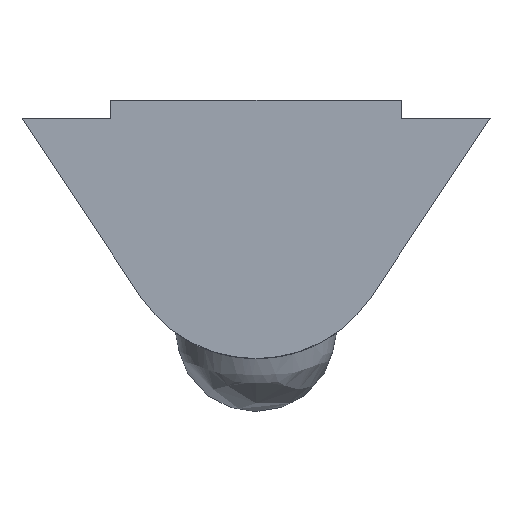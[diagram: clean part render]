
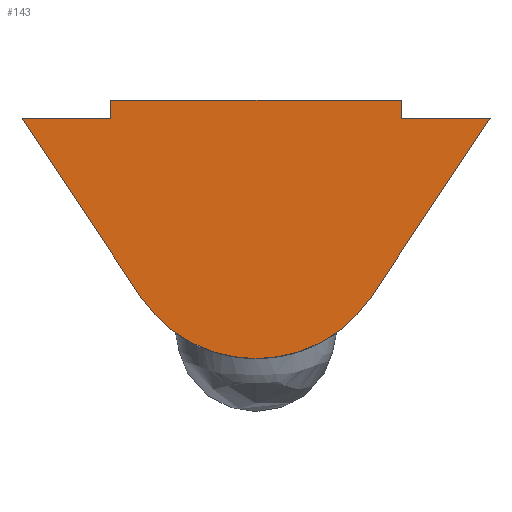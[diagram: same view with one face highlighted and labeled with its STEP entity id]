
A CAD part, left-side view. The second image highlights one B-rep face of the part: STEP entity #143.
In plain terms, the highlighted planar face has unit normal (-1, 0, 0).
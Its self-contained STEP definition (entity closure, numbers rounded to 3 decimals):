
#3 = VECTOR ( 'NONE', #362, 1000. ) ;
#6 = EDGE_CURVE ( 'NONE', #148, #503, #215, .T. ) ;
#33 = EDGE_CURVE ( 'NONE', #496, #560, #366, .T. ) ;
#50 = EDGE_CURVE ( 'NONE', #374, #523, #445, .T. ) ;
#52 = EDGE_LOOP ( 'NONE', ( #68, #354, #222, #217, #124, #511, #111, #198 ) ) ;
#62 = CARTESIAN_POINT ( 'NONE',  ( -11.3, 4.991, -8.531 ) ) ;
#65 = DIRECTION ( 'NONE',  ( 0., -1., 0. ) ) ;
#68 = ORIENTED_EDGE ( 'NONE', *, *, #190, .F. ) ;
#74 = DIRECTION ( 'NONE',  ( 0., 0.555, -0.832 ) ) ;
#78 = CARTESIAN_POINT ( 'NONE',  ( -11.3, 0., -5.2 ) ) ;
#99 = DIRECTION ( 'NONE',  ( 0., 1., 0. ) ) ;
#111 = ORIENTED_EDGE ( 'NONE', *, *, #230, .T. ) ;
#123 = VECTOR ( 'NONE', #99, 1000. ) ;
#124 = ORIENTED_EDGE ( 'NONE', *, *, #363, .F. ) ;
#134 = CARTESIAN_POINT ( 'NONE',  ( -11.3, -10.15, -0.8 ) ) ;
#143 = ADVANCED_FACE ( 'NONE', ( #473 ), #500, .F. ) ;
#148 = VERTEX_POINT ( 'NONE', #224 ) ;
#166 = DIRECTION ( 'NONE',  ( 0., 0., 1. ) ) ;
#188 = AXIS2_PLACEMENT_3D ( 'NONE', #329, #248, #338 ) ;
#190 = EDGE_CURVE ( 'NONE', #523, #148, #381, .T. ) ;
#198 = ORIENTED_EDGE ( 'NONE', *, *, #6, .F. ) ;
#206 = CARTESIAN_POINT ( 'NONE',  ( -11.3, 0., -0.8 ) ) ;
#211 = CARTESIAN_POINT ( 'NONE',  ( -11.3, -6.3, -5.2 ) ) ;
#215 = LINE ( 'NONE', #292, #244 ) ;
#217 = ORIENTED_EDGE ( 'NONE', *, *, #33, .F. ) ;
#222 = ORIENTED_EDGE ( 'NONE', *, *, #307, .F. ) ;
#224 = CARTESIAN_POINT ( 'NONE',  ( -11.3, 6.3, -0.8 ) ) ;
#230 = EDGE_CURVE ( 'NONE', #311, #503, #352, .T. ) ;
#233 = VECTOR ( 'NONE', #360, 1000. ) ;
#244 = VECTOR ( 'NONE', #166, 1000. ) ;
#248 = DIRECTION ( 'NONE',  ( 1., 0., 0. ) ) ;
#255 = DIRECTION ( 'NONE',  ( 0., 0., -1. ) ) ;
#261 = DIRECTION ( 'NONE',  ( 1., 0., 0. ) ) ;
#263 = DIRECTION ( 'NONE',  ( 0., 0., -1. ) ) ;
#271 = CARTESIAN_POINT ( 'NONE',  ( -11.3, 6.3, 0. ) ) ;
#292 = CARTESIAN_POINT ( 'NONE',  ( -11.3, 6.3, -5.2 ) ) ;
#307 = EDGE_CURVE ( 'NONE', #560, #374, #588, .T. ) ;
#311 = VERTEX_POINT ( 'NONE', #392 ) ;
#315 = CARTESIAN_POINT ( 'NONE',  ( -11.3, 10.15, -0.8 ) ) ;
#329 = CARTESIAN_POINT ( 'NONE',  ( -11.3, 0., -5.2 ) ) ;
#331 = VECTOR ( 'NONE', #74, 1000. ) ;
#338 = DIRECTION ( 'NONE',  ( 0., 0., 1. ) ) ;
#339 = CARTESIAN_POINT ( 'NONE',  ( -11.3, -6.3, -0.8 ) ) ;
#352 = LINE ( 'NONE', #480, #123 ) ;
#354 = ORIENTED_EDGE ( 'NONE', *, *, #50, .F. ) ;
#360 = DIRECTION ( 'NONE',  ( 0., 0.555, 0.832 ) ) ;
#361 = CARTESIAN_POINT ( 'NONE',  ( -11.3, -4.991, -8.531 ) ) ;
#362 = DIRECTION ( 'NONE',  ( 0., -1., 0. ) ) ;
#363 = EDGE_CURVE ( 'NONE', #599, #496, #576, .T. ) ;
#366 = LINE ( 'NONE', #134, #331 ) ;
#373 = EDGE_CURVE ( 'NONE', #311, #599, #415, .T. ) ;
#374 = VERTEX_POINT ( 'NONE', #62 ) ;
#381 = LINE ( 'NONE', #540, #3 ) ;
#392 = CARTESIAN_POINT ( 'NONE',  ( -11.3, -6.3, 0. ) ) ;
#407 = VECTOR ( 'NONE', #65, 1000. ) ;
#415 = LINE ( 'NONE', #211, #597 ) ;
#445 = LINE ( 'NONE', #456, #233 ) ;
#456 = CARTESIAN_POINT ( 'NONE',  ( -11.3, 4.991, -8.531 ) ) ;
#473 = FACE_OUTER_BOUND ( 'NONE', #52, .T. ) ;
#480 = CARTESIAN_POINT ( 'NONE',  ( -11.3, 6.3, 0. ) ) ;
#496 = VERTEX_POINT ( 'NONE', #565 ) ;
#500 = PLANE ( 'NONE',  #558 ) ;
#503 = VERTEX_POINT ( 'NONE', #271 ) ;
#511 = ORIENTED_EDGE ( 'NONE', *, *, #373, .F. ) ;
#523 = VERTEX_POINT ( 'NONE', #315 ) ;
#540 = CARTESIAN_POINT ( 'NONE',  ( -11.3, 0., -0.8 ) ) ;
#558 = AXIS2_PLACEMENT_3D ( 'NONE', #78, #261, #263 ) ;
#560 = VERTEX_POINT ( 'NONE', #361 ) ;
#565 = CARTESIAN_POINT ( 'NONE',  ( -11.3, -10.15, -0.8 ) ) ;
#576 = LINE ( 'NONE', #206, #407 ) ;
#588 = CIRCLE ( 'NONE', #188, 6. ) ;
#597 = VECTOR ( 'NONE', #255, 1000. ) ;
#599 = VERTEX_POINT ( 'NONE', #339 ) ;
